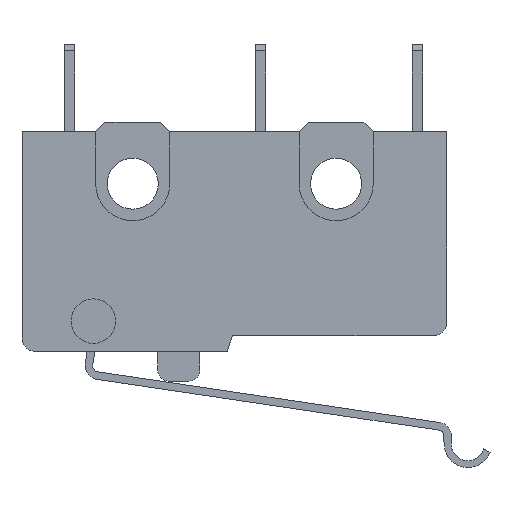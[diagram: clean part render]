
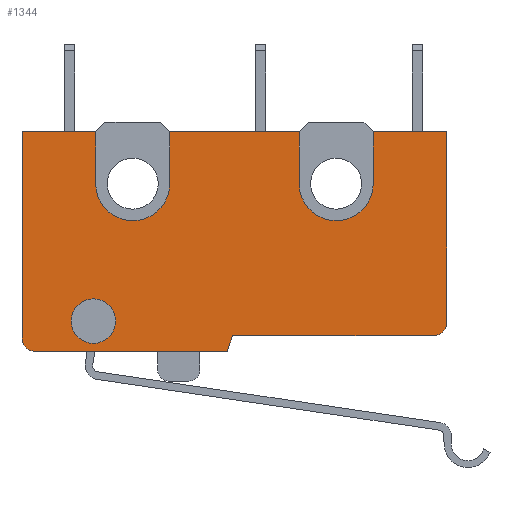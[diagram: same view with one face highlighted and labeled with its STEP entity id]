
A CAD part, front view. The second image highlights one B-rep face of the part: STEP entity #1344.
In plain terms, the highlighted planar face has unit normal (0, -1, 0).
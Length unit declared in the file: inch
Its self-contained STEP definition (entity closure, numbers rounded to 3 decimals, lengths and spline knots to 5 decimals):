
#9 = EDGE_CURVE ( 'NONE', #700, #173, #2927, .T. ) ;
#24 = DIRECTION ( 'NONE',  ( 0., 0., 1. ) ) ;
#25 = VERTEX_POINT ( 'NONE', #2051 ) ;
#98 = CARTESIAN_POINT ( 'NONE',  ( -0.11925, -0.122, 0. ) ) ;
#114 = DIRECTION ( 'NONE',  ( 0., 0., -1. ) ) ;
#121 = VERTEX_POINT ( 'NONE', #2099 ) ;
#133 = VERTEX_POINT ( 'NONE', #2816 ) ;
#152 = DIRECTION ( 'NONE',  ( 0., 0., -1. ) ) ;
#160 = CARTESIAN_POINT ( 'NONE',  ( -0.25575, -0.122, 0.10675 ) ) ;
#168 = EDGE_LOOP ( 'NONE', ( #1773, #1686, #1243, #1739, #1384, #2313, #2432, #2689, #490, #1633, #2520, #2733, #3016, #2763, #2265, #586 ) ) ;
#173 = VERTEX_POINT ( 'NONE', #780 ) ;
#177 = LINE ( 'NONE', #2216, #2780 ) ;
#191 = VECTOR ( 'NONE', #1997, 39.37008 ) ;
#216 = DIRECTION ( 'NONE',  ( 0., 0., -1. ) ) ;
#249 = CARTESIAN_POINT ( 'NONE',  ( -0.26, -0.122, -0.1465 ) ) ;
#297 = FACE_BOUND ( 'NONE', #840, .T. ) ;
#330 = DIRECTION ( 'NONE',  ( 0., 1., 0. ) ) ;
#366 = CARTESIAN_POINT ( 'NONE',  ( -0.3915, -0.122, 0.2025 ) ) ;
#429 = EDGE_CURVE ( 'NONE', #121, #2460, #732, .T. ) ;
#455 = VERTEX_POINT ( 'NONE', #1267 ) ;
#477 = CARTESIAN_POINT ( 'NONE',  ( -0.11925, -0.122, 0.10675 ) ) ;
#481 = EDGE_CURVE ( 'NONE', #2075, #25, #2430, .T. ) ;
#490 = ORIENTED_EDGE ( 'NONE', *, *, #1669, .F. ) ;
#527 = LINE ( 'NONE', #1036, #1052 ) ;
#551 = LINE ( 'NONE', #1911, #1037 ) ;
#586 = ORIENTED_EDGE ( 'NONE', *, *, #1027, .F. ) ;
#608 = VECTOR ( 'NONE', #893, 39.37008 ) ;
#650 = VERTEX_POINT ( 'NONE', #2322 ) ;
#657 = VECTOR ( 'NONE', #1919, 39.37008 ) ;
#674 = EDGE_CURVE ( 'NONE', #2891, #2075, #1736, .T. ) ;
#700 = VERTEX_POINT ( 'NONE', #2057 ) ;
#732 = CIRCLE ( 'NONE', #1659, 0.041 ) ;
#742 = CARTESIAN_POINT ( 'NONE',  ( 0., -0.122, 0. ) ) ;
#780 = CARTESIAN_POINT ( 'NONE',  ( -0.0035, -0.122, -0.1735 ) ) ;
#784 = DIRECTION ( 'NONE',  ( 0., -1., 0. ) ) ;
#840 = EDGE_LOOP ( 'NONE', ( #1705, #2350 ) ) ;
#891 = CARTESIAN_POINT ( 'NONE',  ( -0.26, -0.122, -0.1875 ) ) ;
#893 = DIRECTION ( 'NONE',  ( 0., 0., 1. ) ) ;
#907 = LINE ( 'NONE', #2112, #1445 ) ;
#909 = EDGE_CURVE ( 'NONE', #133, #455, #2958, .T. ) ;
#922 = CARTESIAN_POINT ( 'NONE',  ( -0.1875, -0.122, 0.10675 ) ) ;
#923 = EDGE_CURVE ( 'NONE', #2570, #2405, #1981, .T. ) ;
#940 = CARTESIAN_POINT ( 'NONE',  ( 0.3915, -0.122, 0.2025 ) ) ;
#960 = DIRECTION ( 'NONE',  ( 0., 0., -1. ) ) ;
#974 = VERTEX_POINT ( 'NONE', #1540 ) ;
#1027 = EDGE_CURVE ( 'NONE', #2856, #650, #2683, .T. ) ;
#1036 = CARTESIAN_POINT ( 'NONE',  ( 0.11925, -0.122, 0. ) ) ;
#1037 = VECTOR ( 'NONE', #2852, 39.37008 ) ;
#1052 = VECTOR ( 'NONE', #2922, 39.37008 ) ;
#1060 = VERTEX_POINT ( 'NONE', #2976 ) ;
#1063 = CARTESIAN_POINT ( 'NONE',  ( 0.11925, -0.122, 0.2025 ) ) ;
#1104 = AXIS2_PLACEMENT_3D ( 'NONE', #742, #1893, #1214 ) ;
#1120 = PLANE ( 'NONE',  #1104 ) ;
#1174 = EDGE_CURVE ( 'NONE', #25, #2374, #551, .T. ) ;
#1214 = DIRECTION ( 'NONE',  ( 0., 0., -1. ) ) ;
#1243 = ORIENTED_EDGE ( 'NONE', *, *, #2946, .F. ) ;
#1267 = CARTESIAN_POINT ( 'NONE',  ( -0.3665, -0.122, -0.2025 ) ) ;
#1275 = CIRCLE ( 'NONE', #2435, 0.041 ) ;
#1287 = CARTESIAN_POINT ( 'NONE',  ( 0.1875, -0.122, 0.10675 ) ) ;
#1306 = VECTOR ( 'NONE', #1405, 39.37008 ) ;
#1336 = VECTOR ( 'NONE', #960, 39.37008 ) ;
#1344 = ADVANCED_FACE ( 'NONE', ( #2716, #297 ), #1120, .T. ) ;
#1366 = DIRECTION ( 'NONE',  ( 0., 1., 0. ) ) ;
#1384 = ORIENTED_EDGE ( 'NONE', *, *, #2116, .T. ) ;
#1405 = DIRECTION ( 'NONE',  ( 1., 0., 0. ) ) ;
#1416 = LINE ( 'NONE', #1965, #1601 ) ;
#1420 = CARTESIAN_POINT ( 'NONE',  ( 0.11925, -0.122, 0.10675 ) ) ;
#1445 = VECTOR ( 'NONE', #1640, 39.37008 ) ;
#1448 = VERTEX_POINT ( 'NONE', #1522 ) ;
#1457 = CARTESIAN_POINT ( 'NONE',  ( -0.3665, -0.122, -0.1775 ) ) ;
#1522 = CARTESIAN_POINT ( 'NONE',  ( 0.3665, -0.122, -0.1735 ) ) ;
#1523 = CIRCLE ( 'NONE', #2918, 0.025 ) ;
#1540 = CARTESIAN_POINT ( 'NONE',  ( 0.3915, -0.122, -0.1485 ) ) ;
#1601 = VECTOR ( 'NONE', #1974, 39.37008 ) ;
#1633 = ORIENTED_EDGE ( 'NONE', *, *, #923, .F. ) ;
#1637 = VERTEX_POINT ( 'NONE', #2305 ) ;
#1640 = DIRECTION ( 'NONE',  ( 1., 0., 0. ) ) ;
#1659 = AXIS2_PLACEMENT_3D ( 'NONE', #1698, #330, #1724 ) ;
#1669 = EDGE_CURVE ( 'NONE', #2405, #1060, #2776, .T. ) ;
#1686 = ORIENTED_EDGE ( 'NONE', *, *, #909, .T. ) ;
#1698 = CARTESIAN_POINT ( 'NONE',  ( -0.26, -0.122, -0.1465 ) ) ;
#1705 = ORIENTED_EDGE ( 'NONE', *, *, #2487, .T. ) ;
#1724 = DIRECTION ( 'NONE',  ( 0., 0., -1. ) ) ;
#1736 = CIRCLE ( 'NONE', #2633, 0.06825 ) ;
#1739 = ORIENTED_EDGE ( 'NONE', *, *, #9, .T. ) ;
#1772 = CARTESIAN_POINT ( 'NONE',  ( -0.3915, -0.122, 0.2025 ) ) ;
#1773 = ORIENTED_EDGE ( 'NONE', *, *, #1931, .F. ) ;
#1817 = LINE ( 'NONE', #2111, #1306 ) ;
#1886 = AXIS2_PLACEMENT_3D ( 'NONE', #1457, #784, #2408 ) ;
#1893 = DIRECTION ( 'NONE',  ( 0., -1., 0. ) ) ;
#1911 = CARTESIAN_POINT ( 'NONE',  ( -0.3915, -0.122, 0.2025 ) ) ;
#1915 = EDGE_CURVE ( 'NONE', #2374, #2570, #527, .T. ) ;
#1919 = DIRECTION ( 'NONE',  ( 0., 0., 1. ) ) ;
#1931 = EDGE_CURVE ( 'NONE', #133, #2856, #1959, .T. ) ;
#1959 = LINE ( 'NONE', #2140, #2267 ) ;
#1965 = CARTESIAN_POINT ( 'NONE',  ( -0.25575, -0.122, 0. ) ) ;
#1974 = DIRECTION ( 'NONE',  ( 0., 0., -1. ) ) ;
#1981 = CIRCLE ( 'NONE', #3008, 0.06825 ) ;
#1997 = DIRECTION ( 'NONE',  ( 1., 0., 0. ) ) ;
#2003 = CARTESIAN_POINT ( 'NONE',  ( 0.25575, -0.122, 0.10675 ) ) ;
#2007 = DIRECTION ( 'NONE',  ( 0., -1., 0. ) ) ;
#2024 = LINE ( 'NONE', #940, #1336 ) ;
#2051 = CARTESIAN_POINT ( 'NONE',  ( -0.11925, -0.122, 0.2025 ) ) ;
#2057 = CARTESIAN_POINT ( 'NONE',  ( -0.0135, -0.122, -0.2025 ) ) ;
#2075 = VERTEX_POINT ( 'NONE', #477 ) ;
#2099 = CARTESIAN_POINT ( 'NONE',  ( -0.26, -0.122, -0.1055 ) ) ;
#2111 = CARTESIAN_POINT ( 'NONE',  ( -0.3915, -0.122, 0.2025 ) ) ;
#2112 = CARTESIAN_POINT ( 'NONE',  ( 0.3915, -0.122, -0.1735 ) ) ;
#2116 = EDGE_CURVE ( 'NONE', #173, #1448, #907, .T. ) ;
#2140 = CARTESIAN_POINT ( 'NONE',  ( -0.3915, -0.122, 0.2025 ) ) ;
#2195 = EDGE_CURVE ( 'NONE', #650, #2891, #1416, .T. ) ;
#2216 = CARTESIAN_POINT ( 'NONE',  ( -0.3915, -0.122, -0.2025 ) ) ;
#2233 = DIRECTION ( 'NONE',  ( -1., 0., 0. ) ) ;
#2259 = EDGE_CURVE ( 'NONE', #1448, #974, #1523, .T. ) ;
#2265 = ORIENTED_EDGE ( 'NONE', *, *, #2195, .F. ) ;
#2267 = VECTOR ( 'NONE', #24, 39.37008 ) ;
#2305 = CARTESIAN_POINT ( 'NONE',  ( 0.3915, -0.122, 0.2025 ) ) ;
#2312 = DIRECTION ( 'NONE',  ( 0., 0., -1. ) ) ;
#2313 = ORIENTED_EDGE ( 'NONE', *, *, #2259, .T. ) ;
#2322 = CARTESIAN_POINT ( 'NONE',  ( -0.25575, -0.122, 0.2025 ) ) ;
#2350 = ORIENTED_EDGE ( 'NONE', *, *, #429, .T. ) ;
#2374 = VERTEX_POINT ( 'NONE', #1063 ) ;
#2405 = VERTEX_POINT ( 'NONE', #2003 ) ;
#2408 = DIRECTION ( 'NONE',  ( 0., 0., -1. ) ) ;
#2430 = LINE ( 'NONE', #98, #657 ) ;
#2432 = ORIENTED_EDGE ( 'NONE', *, *, #2652, .F. ) ;
#2435 = AXIS2_PLACEMENT_3D ( 'NONE', #249, #1366, #216 ) ;
#2460 = VERTEX_POINT ( 'NONE', #891 ) ;
#2487 = EDGE_CURVE ( 'NONE', #2460, #121, #1275, .T. ) ;
#2497 = CARTESIAN_POINT ( 'NONE',  ( 0.25575, -0.122, 0. ) ) ;
#2520 = ORIENTED_EDGE ( 'NONE', *, *, #1915, .F. ) ;
#2543 = VECTOR ( 'NONE', #3002, 39.37008 ) ;
#2570 = VERTEX_POINT ( 'NONE', #1420 ) ;
#2571 = EDGE_CURVE ( 'NONE', #1060, #1637, #1817, .T. ) ;
#2633 = AXIS2_PLACEMENT_3D ( 'NONE', #922, #3017, #2312 ) ;
#2652 = EDGE_CURVE ( 'NONE', #1637, #974, #2024, .T. ) ;
#2683 = LINE ( 'NONE', #1772, #191 ) ;
#2689 = ORIENTED_EDGE ( 'NONE', *, *, #2571, .F. ) ;
#2716 = FACE_OUTER_BOUND ( 'NONE', #168, .T. ) ;
#2731 = CARTESIAN_POINT ( 'NONE',  ( -0.0035, -0.122, -0.1735 ) ) ;
#2733 = ORIENTED_EDGE ( 'NONE', *, *, #1174, .F. ) ;
#2763 = ORIENTED_EDGE ( 'NONE', *, *, #674, .F. ) ;
#2776 = LINE ( 'NONE', #2497, #608 ) ;
#2780 = VECTOR ( 'NONE', #2233, 39.37008 ) ;
#2816 = CARTESIAN_POINT ( 'NONE',  ( -0.3915, -0.122, -0.1775 ) ) ;
#2852 = DIRECTION ( 'NONE',  ( 1., 0., 0. ) ) ;
#2856 = VERTEX_POINT ( 'NONE', #366 ) ;
#2891 = VERTEX_POINT ( 'NONE', #160 ) ;
#2898 = CARTESIAN_POINT ( 'NONE',  ( 0.3665, -0.122, -0.1485 ) ) ;
#2907 = DIRECTION ( 'NONE',  ( 0., -1., 0. ) ) ;
#2918 = AXIS2_PLACEMENT_3D ( 'NONE', #2898, #2907, #114 ) ;
#2922 = DIRECTION ( 'NONE',  ( 0., 0., -1. ) ) ;
#2927 = LINE ( 'NONE', #2731, #2543 ) ;
#2946 = EDGE_CURVE ( 'NONE', #700, #455, #177, .T. ) ;
#2958 = CIRCLE ( 'NONE', #1886, 0.025 ) ;
#2976 = CARTESIAN_POINT ( 'NONE',  ( 0.25575, -0.122, 0.2025 ) ) ;
#3002 = DIRECTION ( 'NONE',  ( 0.326, 0., 0.945 ) ) ;
#3008 = AXIS2_PLACEMENT_3D ( 'NONE', #1287, #2007, #152 ) ;
#3016 = ORIENTED_EDGE ( 'NONE', *, *, #481, .F. ) ;
#3017 = DIRECTION ( 'NONE',  ( 0., -1., 0. ) ) ;
